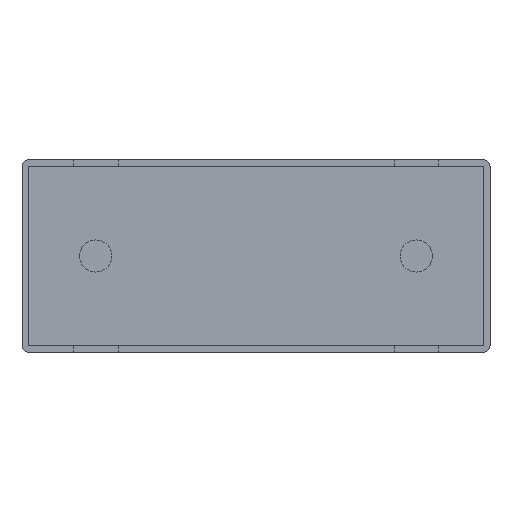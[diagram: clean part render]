
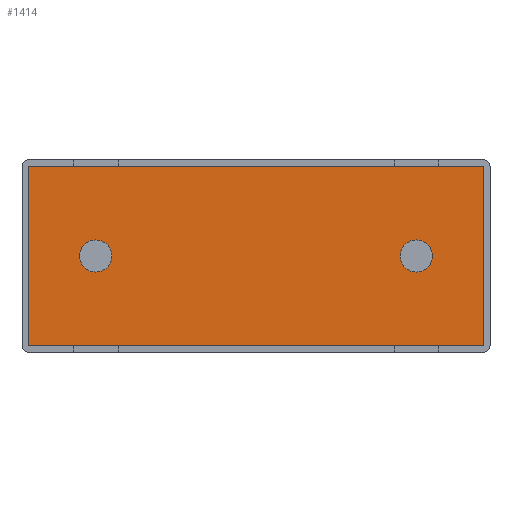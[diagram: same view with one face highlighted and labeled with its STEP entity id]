
A CAD part, front view. The second image highlights one B-rep face of the part: STEP entity #1414.
In plain terms, the highlighted planar face has unit normal (0, -1, 0).
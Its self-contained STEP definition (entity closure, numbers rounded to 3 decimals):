
#41 = AXIS2_PLACEMENT_3D ( 'NONE', #1037, #264, #135 ) ;
#42 = VECTOR ( 'NONE', #646, 1000. ) ;
#57 = EDGE_CURVE ( 'NONE', #1447, #373, #349, .T. ) ;
#82 = LINE ( 'NONE', #896, #42 ) ;
#83 = EDGE_CURVE ( 'NONE', #283, #350, #1293, .T. ) ;
#93 = CARTESIAN_POINT ( 'NONE',  ( -7.2, 0.3, -0.43 ) ) ;
#112 = CARTESIAN_POINT ( 'NONE',  ( -1.14, 0.3, -2.07 ) ) ;
#135 = DIRECTION ( 'NONE',  ( 0., 0., -1. ) ) ;
#219 = ORIENTED_EDGE ( 'NONE', *, *, #1315, .T. ) ;
#264 = DIRECTION ( 'NONE',  ( 0., -1., 0. ) ) ;
#283 = VERTEX_POINT ( 'NONE', #725 ) ;
#290 = EDGE_LOOP ( 'NONE', ( #1370, #598 ) ) ;
#349 = CIRCLE ( 'NONE', #1109, 0.24 ) ;
#350 = VERTEX_POINT ( 'NONE', #719 ) ;
#353 = CARTESIAN_POINT ( 'NONE',  ( -1.14, 0.3, -1.591 ) ) ;
#373 = VERTEX_POINT ( 'NONE', #353 ) ;
#404 = DIRECTION ( 'NONE',  ( 0., 0., -1. ) ) ;
#430 = CARTESIAN_POINT ( 'NONE',  ( -0.1, 0.3, -0.43 ) ) ;
#471 = AXIS2_PLACEMENT_3D ( 'NONE', #1184, #1698, #902 ) ;
#501 = ORIENTED_EDGE ( 'NONE', *, *, #1129, .T. ) ;
#524 = EDGE_CURVE ( 'NONE', #373, #1447, #742, .T. ) ;
#540 = ORIENTED_EDGE ( 'NONE', *, *, #815, .T. ) ;
#552 = LINE ( 'NONE', #430, #864 ) ;
#591 = FACE_BOUND ( 'NONE', #290, .T. ) ;
#598 = ORIENTED_EDGE ( 'NONE', *, *, #57, .F. ) ;
#634 = ORIENTED_EDGE ( 'NONE', *, *, #83, .F. ) ;
#638 = EDGE_LOOP ( 'NONE', ( #540, #501, #219, #1133 ) ) ;
#646 = DIRECTION ( 'NONE',  ( 1., 0., 0. ) ) ;
#671 = FACE_OUTER_BOUND ( 'NONE', #638, .T. ) ;
#680 = AXIS2_PLACEMENT_3D ( 'NONE', #942, #1709, #404 ) ;
#719 = CARTESIAN_POINT ( 'NONE',  ( -6.15, 0.3, -1.586 ) ) ;
#725 = CARTESIAN_POINT ( 'NONE',  ( -6.15, 0.3, -2.08 ) ) ;
#733 = EDGE_CURVE ( 'NONE', #1420, #752, #804, .T. ) ;
#742 = CIRCLE ( 'NONE', #680, 0.24 ) ;
#752 = VERTEX_POINT ( 'NONE', #93 ) ;
#753 = CARTESIAN_POINT ( 'NONE',  ( -7.2, 0.3, -0.43 ) ) ;
#765 = PLANE ( 'NONE',  #41 ) ;
#779 = CIRCLE ( 'NONE', #1142, 0.247 ) ;
#781 = CARTESIAN_POINT ( 'NONE',  ( -1.14, 0.3, -1.83 ) ) ;
#804 = LINE ( 'NONE', #948, #1001 ) ;
#815 = EDGE_CURVE ( 'NONE', #752, #1300, #1021, .T. ) ;
#864 = VECTOR ( 'NONE', #1509, 1000. ) ;
#881 = DIRECTION ( 'NONE',  ( 0., 0., -1. ) ) ;
#896 = CARTESIAN_POINT ( 'NONE',  ( -7.2, 0.3, -3.23 ) ) ;
#897 = CARTESIAN_POINT ( 'NONE',  ( -0.1, 0.3, -3.23 ) ) ;
#902 = DIRECTION ( 'NONE',  ( 0., 0., -1. ) ) ;
#922 = DIRECTION ( 'NONE',  ( 0., -1., 0. ) ) ;
#936 = EDGE_LOOP ( 'NONE', ( #1199, #634 ) ) ;
#942 = CARTESIAN_POINT ( 'NONE',  ( -1.14, 0.3, -1.83 ) ) ;
#948 = CARTESIAN_POINT ( 'NONE',  ( -7.2, 0.3, -0.43 ) ) ;
#1001 = VECTOR ( 'NONE', #1482, 1000. ) ;
#1021 = LINE ( 'NONE', #753, #1712 ) ;
#1037 = CARTESIAN_POINT ( 'NONE',  ( 0., 0.3, 0. ) ) ;
#1049 = CARTESIAN_POINT ( 'NONE',  ( -0.1, 0.3, -0.43 ) ) ;
#1059 = DIRECTION ( 'NONE',  ( 0., -1., 0. ) ) ;
#1061 = DIRECTION ( 'NONE',  ( 0., 0., -1. ) ) ;
#1065 = FACE_BOUND ( 'NONE', #936, .T. ) ;
#1071 = CARTESIAN_POINT ( 'NONE',  ( -7.2, 0.3, -3.23 ) ) ;
#1109 = AXIS2_PLACEMENT_3D ( 'NONE', #781, #922, #1061 ) ;
#1129 = EDGE_CURVE ( 'NONE', #1300, #1403, #82, .T. ) ;
#1133 = ORIENTED_EDGE ( 'NONE', *, *, #733, .T. ) ;
#1142 = AXIS2_PLACEMENT_3D ( 'NONE', #1475, #1059, #1468 ) ;
#1184 = CARTESIAN_POINT ( 'NONE',  ( -6.15, 0.3, -1.833 ) ) ;
#1199 = ORIENTED_EDGE ( 'NONE', *, *, #1206, .F. ) ;
#1206 = EDGE_CURVE ( 'NONE', #350, #283, #779, .T. ) ;
#1293 = CIRCLE ( 'NONE', #471, 0.247 ) ;
#1300 = VERTEX_POINT ( 'NONE', #1071 ) ;
#1315 = EDGE_CURVE ( 'NONE', #1403, #1420, #552, .T. ) ;
#1370 = ORIENTED_EDGE ( 'NONE', *, *, #524, .F. ) ;
#1403 = VERTEX_POINT ( 'NONE', #897 ) ;
#1414 = ADVANCED_FACE ( 'NONE', ( #1065, #671, #591 ), #765, .T. ) ;
#1420 = VERTEX_POINT ( 'NONE', #1049 ) ;
#1447 = VERTEX_POINT ( 'NONE', #112 ) ;
#1468 = DIRECTION ( 'NONE',  ( 0., 0., -1. ) ) ;
#1475 = CARTESIAN_POINT ( 'NONE',  ( -6.15, 0.3, -1.833 ) ) ;
#1482 = DIRECTION ( 'NONE',  ( -1., 0., 0. ) ) ;
#1509 = DIRECTION ( 'NONE',  ( 0., 0., 1. ) ) ;
#1698 = DIRECTION ( 'NONE',  ( 0., -1., 0. ) ) ;
#1709 = DIRECTION ( 'NONE',  ( 0., -1., 0. ) ) ;
#1712 = VECTOR ( 'NONE', #881, 1000. ) ;
